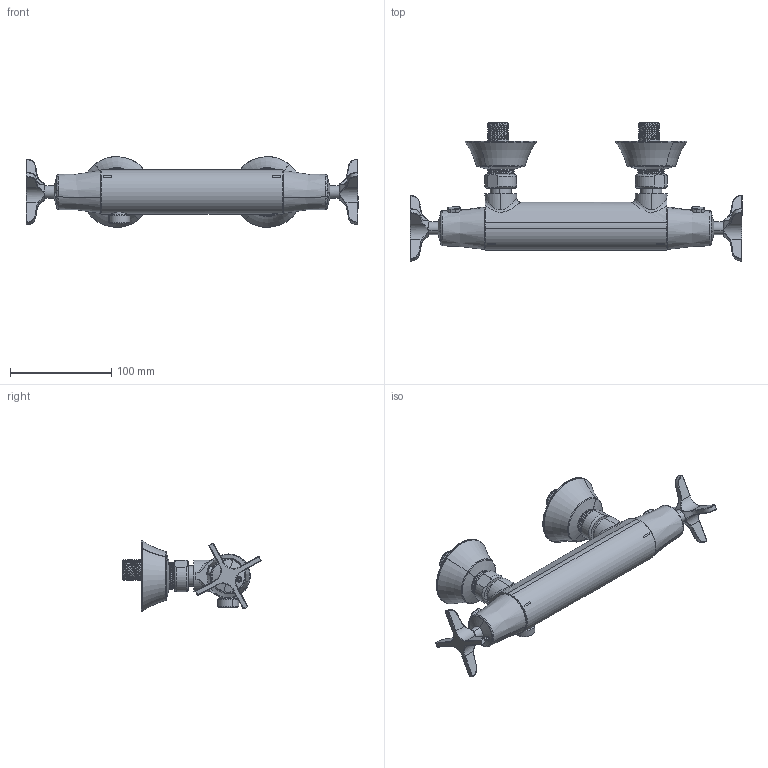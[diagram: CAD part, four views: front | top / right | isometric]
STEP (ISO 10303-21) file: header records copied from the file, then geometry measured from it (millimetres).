
FILE_DESCRIPTION (( 'STEP AP203' ), '1' );
FILE_NAME ('STEP913401 S CHROME THERMOSTATIC SHOWER ADAGIO.STEP', '2021-11-17T07:54:24', ( '' ), ( '' ), 'SwSTEP 2.0', 'SolidWorks 2021', '' );
FILE_SCHEMA (( 'CONFIG_CONTROL_DESIGN' ));
Length unit declared in the file: millimetre
Products named in the file (1): STEP913401 S CHROME THERMOSTATIC SHOWER ADAGIO
Bounding box: 328.47 x 136.86 x 69.96 mm (x, y, z)
Volume: 198230.1 mm3; surface area: 172466.1 mm2
Topology: 23 solids, 23 shells, 1691 faces, 4220 edges, 2609 vertices
Faces by surface type: cylinder 606, plane 502, bspline 317, cone 158, torus 72, sphere 36
Entity records: 88615 total; most frequent: CARTESIAN_POINT 51207, ORIENTED_EDGE 8384, DIRECTION 7055, EDGE_CURVE 4192, AXIS2_PLACEMENT_3D 2705, VERTEX_POINT 2609, EDGE_LOOP 1829, ADVANCED_FACE 1691
